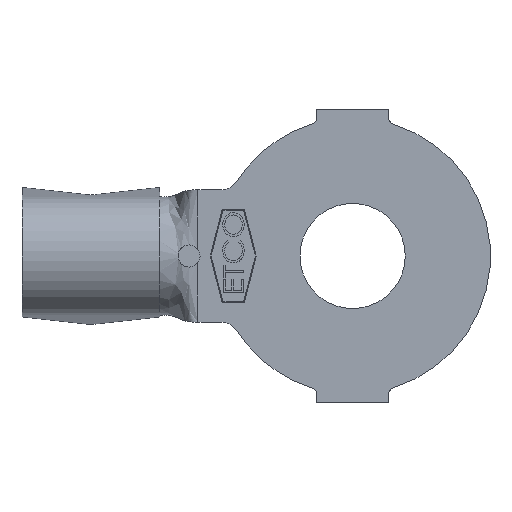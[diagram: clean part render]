
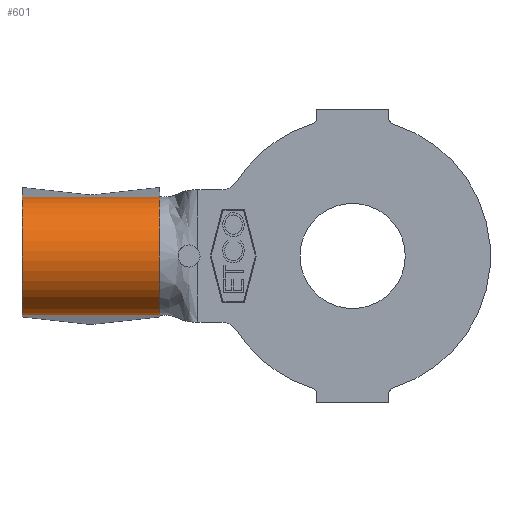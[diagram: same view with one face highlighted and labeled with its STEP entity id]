
A CAD part, front view. The second image highlights one B-rep face of the part: STEP entity #601.
In plain terms, the highlighted cylindrical face has radius 1.702 mm (diameter 3.404 mm), a partial arc.
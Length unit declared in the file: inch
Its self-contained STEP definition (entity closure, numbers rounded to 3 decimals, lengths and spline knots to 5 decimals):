
#169 = CARTESIAN_POINT ( 'NONE',  ( -0.218, 0.067, 0. ) ) ;
#223 = EDGE_CURVE ( 'NONE', #5339, #5233, #2497, .T. ) ;
#254 = EDGE_CURVE ( 'NONE', #5185, #1571, #4731, .T. ) ;
#352 = ORIENTED_EDGE ( 'NONE', *, *, #254, .F. ) ;
#601 = ADVANCED_FACE ( 'NONE', ( #1184 ), #4516, .T. ) ;
#614 = CARTESIAN_POINT ( 'NONE',  ( -0.218, 0.0596, -0.06659 ) ) ;
#618 = DIRECTION ( 'NONE',  ( 0., 0., -1. ) ) ;
#1137 = CARTESIAN_POINT ( 'NONE',  ( -0.374, 0.0596, -0.06659 ) ) ;
#1184 = FACE_OUTER_BOUND ( 'NONE', #1406, .T. ) ;
#1284 = ORIENTED_EDGE ( 'NONE', *, *, #223, .T. ) ;
#1350 = CARTESIAN_POINT ( 'NONE',  ( -0.374, 0.0596, 0.06659 ) ) ;
#1399 = VECTOR ( 'NONE', #1574, 39.37008 ) ;
#1406 = EDGE_LOOP ( 'NONE', ( #4889, #352, #3283, #1284 ) ) ;
#1461 = DIRECTION ( 'NONE',  ( 1., 0., 0. ) ) ;
#1571 = VERTEX_POINT ( 'NONE', #1926 ) ;
#1574 = DIRECTION ( 'NONE',  ( 1., 0., 0. ) ) ;
#1587 = CARTESIAN_POINT ( 'NONE',  ( -0.374, 0.0596, -0.06659 ) ) ;
#1692 = DIRECTION ( 'NONE',  ( 0., 0., -1. ) ) ;
#1926 = CARTESIAN_POINT ( 'NONE',  ( -0.218, 0.0596, 0.06659 ) ) ;
#2130 = CIRCLE ( 'NONE', #4506, 0.067 ) ;
#2153 = EDGE_CURVE ( 'NONE', #1571, #5233, #2130, .T. ) ;
#2196 = CARTESIAN_POINT ( 'NONE',  ( -0.374, 0.067, 0. ) ) ;
#2497 = LINE ( 'NONE', #1587, #1399 ) ;
#2560 = AXIS2_PLACEMENT_3D ( 'NONE', #4403, #3961, #1692 ) ;
#2668 = DIRECTION ( 'NONE',  ( 0., 0., -1. ) ) ;
#3283 = ORIENTED_EDGE ( 'NONE', *, *, #3809, .T. ) ;
#3367 = DIRECTION ( 'NONE',  ( 1., 0., 0. ) ) ;
#3756 = CARTESIAN_POINT ( 'NONE',  ( -0.374, 0.0596, 0.06659 ) ) ;
#3809 = EDGE_CURVE ( 'NONE', #5185, #5339, #5420, .T. ) ;
#3961 = DIRECTION ( 'NONE',  ( 1., 0., 0. ) ) ;
#4403 = CARTESIAN_POINT ( 'NONE',  ( -0.374, 0.067, 0. ) ) ;
#4506 = AXIS2_PLACEMENT_3D ( 'NONE', #169, #3367, #618 ) ;
#4516 = CYLINDRICAL_SURFACE ( 'NONE', #2560, 0.067 ) ;
#4731 = LINE ( 'NONE', #1350, #4879 ) ;
#4879 = VECTOR ( 'NONE', #1461, 39.37008 ) ;
#4889 = ORIENTED_EDGE ( 'NONE', *, *, #2153, .F. ) ;
#5043 = AXIS2_PLACEMENT_3D ( 'NONE', #2196, #5350, #2668 ) ;
#5185 = VERTEX_POINT ( 'NONE', #3756 ) ;
#5233 = VERTEX_POINT ( 'NONE', #614 ) ;
#5339 = VERTEX_POINT ( 'NONE', #1137 ) ;
#5350 = DIRECTION ( 'NONE',  ( 1., 0., 0. ) ) ;
#5420 = CIRCLE ( 'NONE', #5043, 0.067 ) ;
